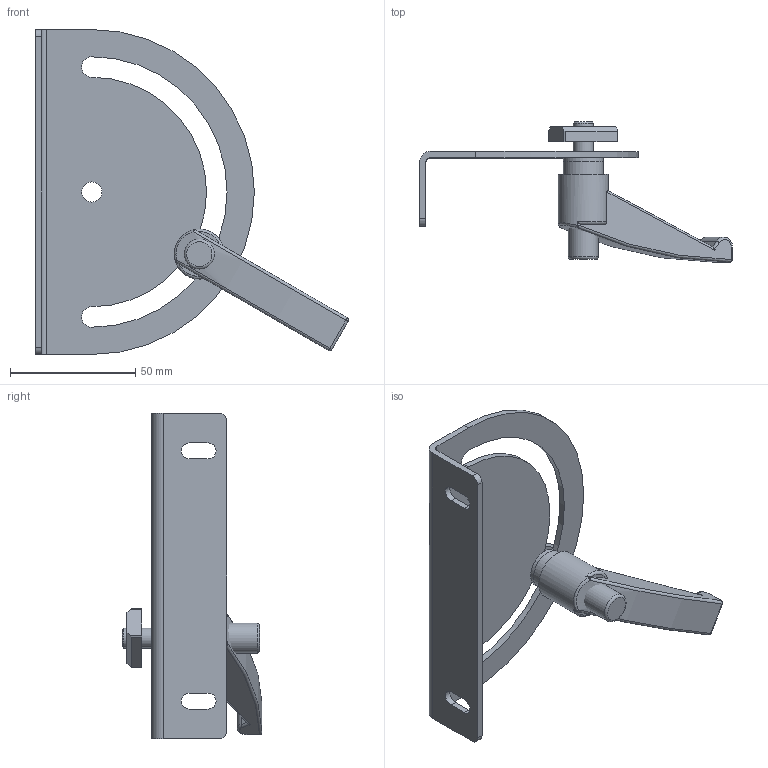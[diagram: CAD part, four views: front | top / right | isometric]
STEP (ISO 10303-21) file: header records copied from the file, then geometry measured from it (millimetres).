
FILE_DESCRIPTION((''),'2;1');
FILE_NAME('324548L.iam.stp','2010-09-05T10:38:09',(''),(''),'Autodesk Inventor 2010','Autodesk Inventor 2010','');
FILE_SCHEMA(('AUTOMOTIVE_DESIGN { 1 0 10303 214 1 1 1 1 }'));
Length unit declared in the file: millimetre
Products named in the file (7): 324548L; 324548-1; 210825 210825; 324546-1; 324545-3-1; 324545-3-2; DIN 125-1 A A 8,4
Assembly tree (6 placements, depth 3):
  324548L
    324548-1
    210825 210825
    324546-1
      324545-3-1
      324545-3-2
    DIN 125-1 A A 8,4
Bounding box: 125.18 x 55.99 x 130 mm (x, y, z)
Volume: 51596.4 mm3; surface area: 34989.9 mm2
Topology: 5 solids, 5 shells, 87 faces, 206 edges, 129 vertices
Faces by surface type: plane 39, cylinder 32, torus 7, bspline 4, sphere 4, cone 1
Full cylindrical faces by diameter (mm): 8 x1, 8.4 x1, 12 x2, 16 x3, 20 x1
Entity records: 2800 total; most frequent: CARTESIAN_POINT 623, DIRECTION 445, ORIENTED_EDGE 370, EDGE_CURVE 185, AXIS2_PLACEMENT_3D 175, VERTEX_POINT 125, EDGE_LOOP 118, VECTOR 95
